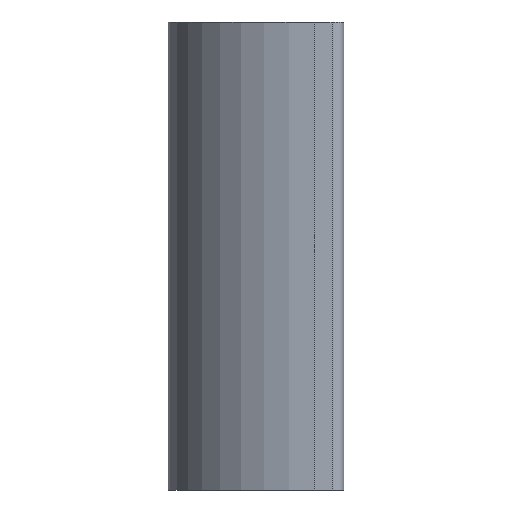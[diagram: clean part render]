
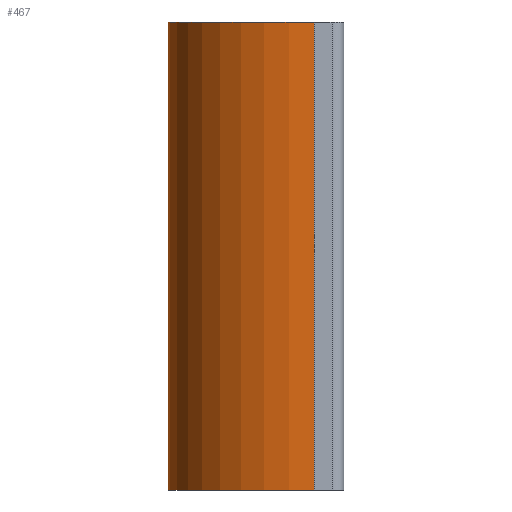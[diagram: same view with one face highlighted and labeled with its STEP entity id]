
A CAD part, left-side view. The second image highlights one B-rep face of the part: STEP entity #467.
In plain terms, the highlighted cylindrical face has radius 25 mm (diameter 50 mm), a partial arc.
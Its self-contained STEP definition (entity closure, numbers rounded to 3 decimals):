
#56 = VERTEX_POINT ( 'NONE', #1408 ) ;
#174 = DIRECTION ( 'NONE',  ( 0., 0., 1. ) ) ;
#305 = VERTEX_POINT ( 'NONE', #834 ) ;
#311 = ORIENTED_EDGE ( 'NONE', *, *, #788, .T. ) ;
#467 = ADVANCED_FACE ( 'NONE', ( #3374 ), #612, .T. ) ;
#487 = EDGE_LOOP ( 'NONE', ( #648, #4551, #3307, #311 ) ) ;
#578 = CARTESIAN_POINT ( 'NONE',  ( 10., 15., 80. ) ) ;
#612 = CYLINDRICAL_SURFACE ( 'NONE', #3924, 25. ) ;
#632 = DIRECTION ( 'NONE',  ( 0., 0., -1. ) ) ;
#648 = ORIENTED_EDGE ( 'NONE', *, *, #3835, .T. ) ;
#656 = LINE ( 'NONE', #4136, #2425 ) ;
#690 = EDGE_CURVE ( 'NONE', #4058, #4631, #987, .T. ) ;
#703 = CIRCLE ( 'NONE', #3732, 25. ) ;
#788 = EDGE_CURVE ( 'NONE', #4058, #56, #2754, .T. ) ;
#834 = CARTESIAN_POINT ( 'NONE',  ( -15., -10., 0. ) ) ;
#902 = AXIS2_PLACEMENT_3D ( 'NONE', #1676, #2369, #1599 ) ;
#987 = CIRCLE ( 'NONE', #902, 25. ) ;
#1408 = CARTESIAN_POINT ( 'NONE',  ( 10., 15., 0. ) ) ;
#1599 = DIRECTION ( 'NONE',  ( 1., 0., 0. ) ) ;
#1676 = CARTESIAN_POINT ( 'NONE',  ( 10., -10., 80. ) ) ;
#1814 = DIRECTION ( 'NONE',  ( 0., 0., -1. ) ) ;
#2217 = VECTOR ( 'NONE', #2421, 1000. ) ;
#2295 = CARTESIAN_POINT ( 'NONE',  ( 10., -10., 0. ) ) ;
#2369 = DIRECTION ( 'NONE',  ( 0., 0., 1. ) ) ;
#2421 = DIRECTION ( 'NONE',  ( 0., 0., -1. ) ) ;
#2425 = VECTOR ( 'NONE', #632, 1000. ) ;
#2754 = LINE ( 'NONE', #2833, #2217 ) ;
#2833 = CARTESIAN_POINT ( 'NONE',  ( 10., 15., 80. ) ) ;
#3273 = CARTESIAN_POINT ( 'NONE',  ( 10., -10., 80. ) ) ;
#3281 = CARTESIAN_POINT ( 'NONE',  ( -15., -10., 80. ) ) ;
#3307 = ORIENTED_EDGE ( 'NONE', *, *, #690, .F. ) ;
#3374 = FACE_OUTER_BOUND ( 'NONE', #487, .T. ) ;
#3717 = DIRECTION ( 'NONE',  ( 1., 0., 0. ) ) ;
#3732 = AXIS2_PLACEMENT_3D ( 'NONE', #2295, #174, #3717 ) ;
#3835 = EDGE_CURVE ( 'NONE', #56, #305, #703, .T. ) ;
#3924 = AXIS2_PLACEMENT_3D ( 'NONE', #3273, #1814, #4899 ) ;
#4058 = VERTEX_POINT ( 'NONE', #578 ) ;
#4136 = CARTESIAN_POINT ( 'NONE',  ( -15., -10., 80. ) ) ;
#4241 = EDGE_CURVE ( 'NONE', #4631, #305, #656, .T. ) ;
#4551 = ORIENTED_EDGE ( 'NONE', *, *, #4241, .F. ) ;
#4631 = VERTEX_POINT ( 'NONE', #3281 ) ;
#4899 = DIRECTION ( 'NONE',  ( -1., 0., 0. ) ) ;
